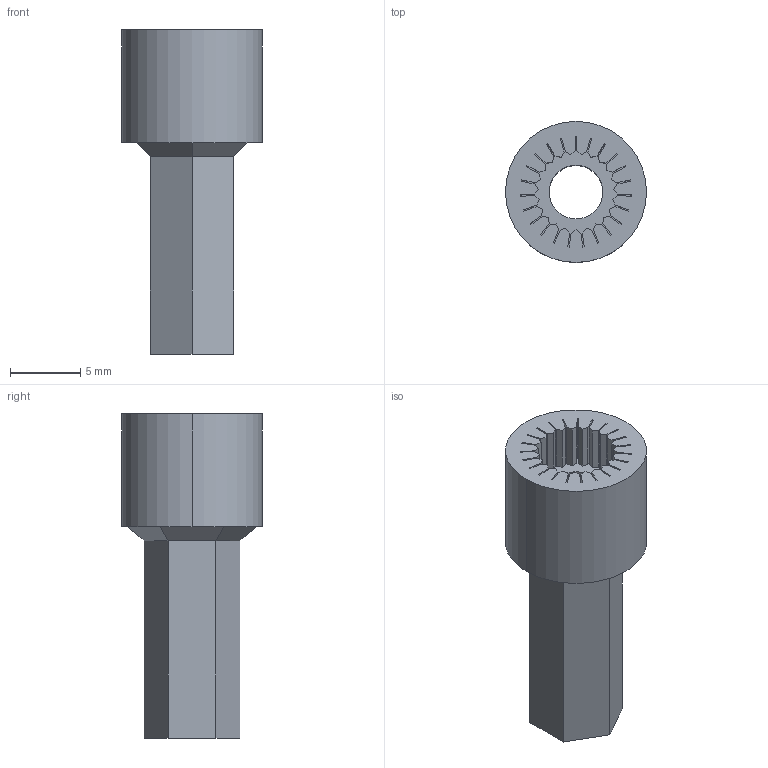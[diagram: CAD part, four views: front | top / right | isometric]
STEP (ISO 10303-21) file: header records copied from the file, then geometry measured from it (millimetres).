
FILE_DESCRIPTION (( 'STEP AP214' ), '1' );
FILE_NAME ('tire_horn.STEP', '2024-12-22T01:07:25', ( '' ), ( '' ), 'SwSTEP 2.0', 'SolidWorks 2024', '' );
FILE_SCHEMA (( 'AUTOMOTIVE_DESIGN' ));
Length unit declared in the file: millimetre
Products named in the file (1): tire_horn
Bounding box: 10 x 10 x 23 mm (x, y, z)
Volume: 778.4 mm3; surface area: 1137.2 mm2
Topology: 1 solids, 1 shells, 135 faces, 387 edges, 256 vertices
Faces by surface type: plane 131, cylinder 4
Entity records: 4348 total; most frequent: CARTESIAN_POINT 779, ORIENTED_EDGE 774, DIRECTION 667, EDGE_CURVE 387, VECTOR 379, LINE 379, VERTEX_POINT 256, AXIS2_PLACEMENT_3D 144
